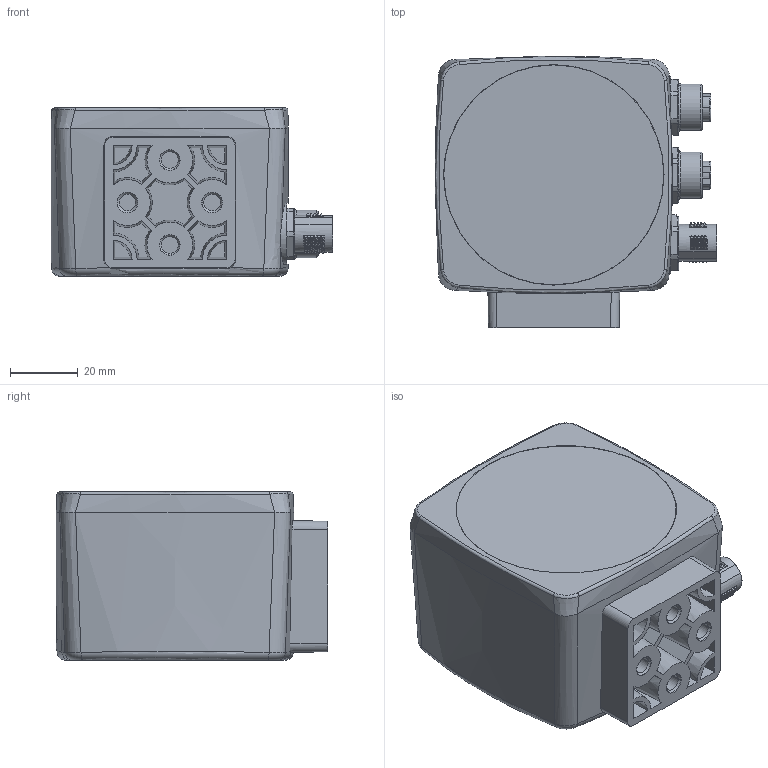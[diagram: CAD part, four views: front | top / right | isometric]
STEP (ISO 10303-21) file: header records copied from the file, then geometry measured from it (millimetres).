
FILE_DESCRIPTION((''),'2;1');
FILE_NAME('DM_CAD-1465A_SW001_SW0001','2017-11-15T',('creinig-se'),(''),'PRO/ENGINEER BY PARAMETRIC TECHNOLOGY CORPORATION, 2015440','PRO/ENGINEER BY PARAMETRIC TECHNOLOGY CORPORATION, 2015440','');
FILE_SCHEMA(('CONFIG_CONTROL_DESIGN'));
Products named in the file (1): DM_CAD-1465A_SW001_SW0001
Bounding box: 83.1 x 80 x 49.7 mm (x, y, z)
Volume: 244315.5 mm3; surface area: 31588.3 mm2
Topology: 1 solids, 1 shells, 1162 faces, 3007 edges, 1899 vertices
Faces by surface type: plane 567, cylinder 231, bspline 191, cone 98, torus 69, sphere 4, extrusion 2
Entity records: 59927 total; most frequent: CARTESIAN_POINT 23577, ORIENTED_EDGE 5980, DIRECTION 4791, EDGE_CURVE 2990, VERTEX_POINT 1899, VECTOR 1605, LINE 1603, AXIS2_PLACEMENT_3D 1593
